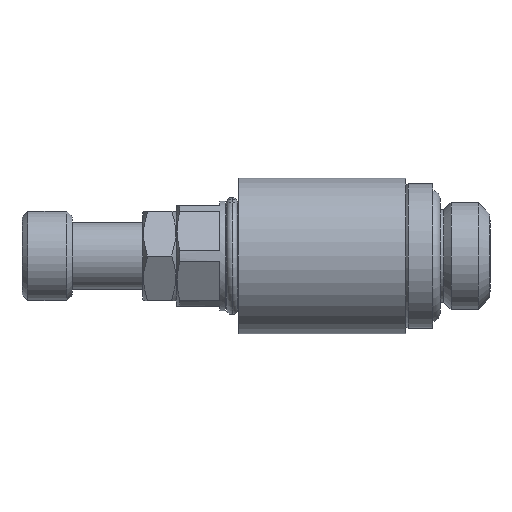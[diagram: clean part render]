
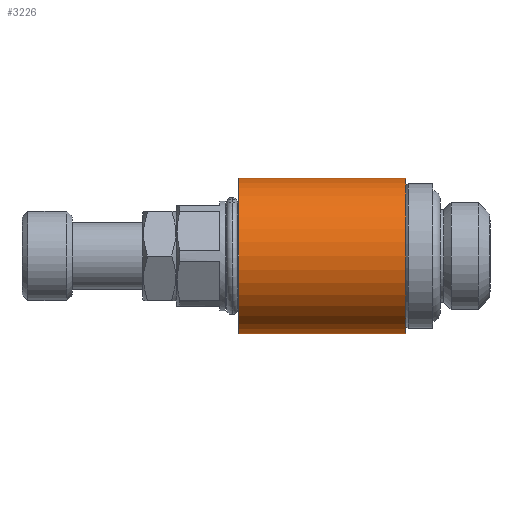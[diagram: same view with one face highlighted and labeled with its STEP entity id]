
A CAD part, left-side view. The second image highlights one B-rep face of the part: STEP entity #3226.
In plain terms, the highlighted cylindrical face has radius 7 mm (diameter 14 mm), a partial arc.
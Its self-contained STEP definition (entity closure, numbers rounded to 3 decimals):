
#185 = DIRECTION ( 'NONE',  ( 0., 0., 1. ) ) ;
#186 = DIRECTION ( 'NONE',  ( 0., 1., 0. ) ) ;
#187 = CARTESIAN_POINT ( 'NONE',  ( 0., 22.9, 0. ) ) ;
#188 = AXIS2_PLACEMENT_3D ( 'NONE', #187, #186, #185 ) ;
#189 = CIRCLE ( 'NONE', #188, 7. ) ;
#453 = CYLINDRICAL_SURFACE ( 'NONE', #497, 7. ) ;
#454 = DIRECTION ( 'NONE',  ( 0., 1., 0. ) ) ;
#456 = FACE_OUTER_BOUND ( 'NONE', #3093, .T. ) ;
#490 = CARTESIAN_POINT ( 'NONE',  ( 0., 30.486, 0. ) ) ;
#496 = DIRECTION ( 'NONE',  ( 0., 0., 1. ) ) ;
#497 = AXIS2_PLACEMENT_3D ( 'NONE', #490, #454, #496 ) ;
#1746 = CARTESIAN_POINT ( 'NONE',  ( 0., 22.9, 7. ) ) ;
#1881 = CARTESIAN_POINT ( 'NONE',  ( 0., 7.9, -7. ) ) ;
#2028 = CARTESIAN_POINT ( 'NONE',  ( 0., 22.9, -7. ) ) ;
#2029 = DIRECTION ( 'NONE',  ( 0., 1., 0. ) ) ;
#2030 = VECTOR ( 'NONE', #2029, 1000. ) ;
#2031 = CARTESIAN_POINT ( 'NONE',  ( 0., 30.486, -7. ) ) ;
#2032 = LINE ( 'NONE', #2031, #2030 ) ;
#2542 = CARTESIAN_POINT ( 'NONE',  ( 0., 7.9, 7. ) ) ;
#2543 = DIRECTION ( 'NONE',  ( 0., 1., 0. ) ) ;
#2556 = VECTOR ( 'NONE', #2543, 1000. ) ;
#2557 = CARTESIAN_POINT ( 'NONE',  ( 0., 30.486, 7. ) ) ;
#2565 = LINE ( 'NONE', #2557, #2556 ) ;
#3068 = EDGE_CURVE ( 'NONE', #4222, #4134, #189, .T. ) ;
#3093 = EDGE_LOOP ( 'NONE', ( #3187, #3176, #3200, #3179 ) ) ;
#3114 = EDGE_CURVE ( 'NONE', #4242, #4177, #4507, .T. ) ;
#3176 = ORIENTED_EDGE ( 'NONE', *, *, #3114, .F. ) ;
#3179 = ORIENTED_EDGE ( 'NONE', *, *, #3068, .F. ) ;
#3187 = ORIENTED_EDGE ( 'NONE', *, *, #4220, .F. ) ;
#3200 = ORIENTED_EDGE ( 'NONE', *, *, #4241, .T. ) ;
#3226 = ADVANCED_FACE ( 'NONE', ( #456 ), #453, .T. ) ;
#4134 = VERTEX_POINT ( 'NONE', #1746 ) ;
#4177 = VERTEX_POINT ( 'NONE', #1881 ) ;
#4220 = EDGE_CURVE ( 'NONE', #4177, #4222, #2032, .T. ) ;
#4222 = VERTEX_POINT ( 'NONE', #2028 ) ;
#4241 = EDGE_CURVE ( 'NONE', #4242, #4134, #2565, .T. ) ;
#4242 = VERTEX_POINT ( 'NONE', #2542 ) ;
#4415 = DIRECTION ( 'NONE',  ( 0., 0., -1. ) ) ;
#4416 = DIRECTION ( 'NONE',  ( 0., -1., 0. ) ) ;
#4423 = AXIS2_PLACEMENT_3D ( 'NONE', #4467, #4416, #4415 ) ;
#4467 = CARTESIAN_POINT ( 'NONE',  ( 0., 7.9, 0. ) ) ;
#4507 = CIRCLE ( 'NONE', #4423, 7. ) ;
